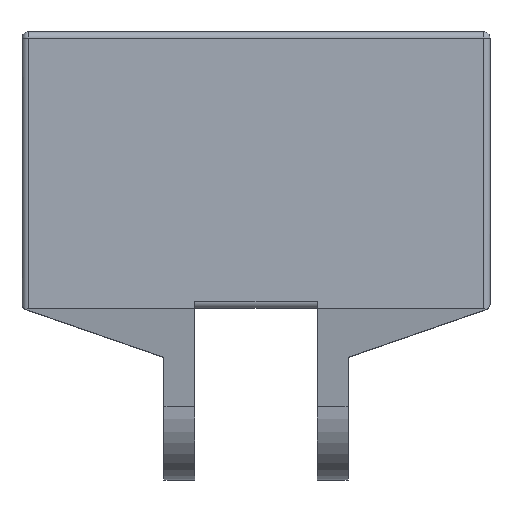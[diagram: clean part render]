
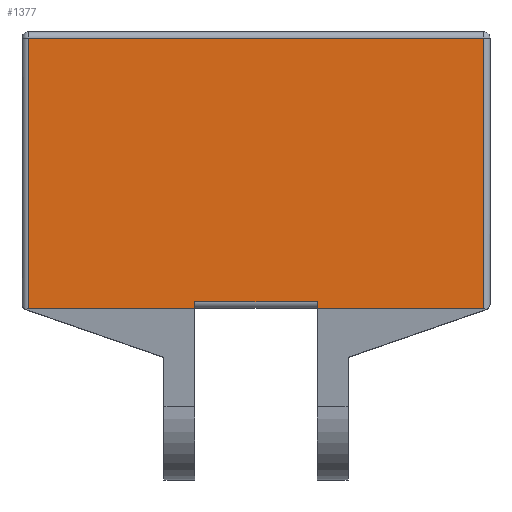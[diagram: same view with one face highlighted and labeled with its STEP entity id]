
A CAD part, top view. The second image highlights one B-rep face of the part: STEP entity #1377.
In plain terms, the highlighted planar face has unit normal (0, 0, 1).
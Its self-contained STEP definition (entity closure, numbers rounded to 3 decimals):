
#59=PLANE('',#1504);
#124=LINE('',#2163,#252);
#126=LINE('',#2170,#254);
#129=LINE('',#2186,#257);
#130=LINE('',#2189,#258);
#131=LINE('',#2191,#259);
#132=LINE('',#2192,#260);
#133=LINE('',#2194,#261);
#134=LINE('',#2195,#262);
#252=VECTOR('',#1718,10.);
#254=VECTOR('',#1728,10.);
#257=VECTOR('',#1743,10.);
#258=VECTOR('',#1746,10.);
#259=VECTOR('',#1747,10.);
#260=VECTOR('',#1748,10.);
#261=VECTOR('',#1749,10.);
#262=VECTOR('',#1750,10.);
#399=FACE_OUTER_BOUND('',#484,.T.);
#484=EDGE_LOOP('',(#1037,#1038,#1039,#1040,#1041,#1042,#1043,#1044));
#661=VERTEX_POINT('',#2155);
#663=VERTEX_POINT('',#2161);
#664=VERTEX_POINT('',#2169);
#668=VERTEX_POINT('',#2179);
#671=VERTEX_POINT('',#2184);
#672=VERTEX_POINT('',#2188);
#673=VERTEX_POINT('',#2190);
#674=VERTEX_POINT('',#2193);
#804=EDGE_CURVE('',#663,#661,#124,.T.);
#807=EDGE_CURVE('',#661,#664,#126,.T.);
#815=EDGE_CURVE('',#671,#668,#129,.T.);
#816=EDGE_CURVE('',#672,#663,#130,.T.);
#817=EDGE_CURVE('',#673,#672,#131,.T.);
#818=EDGE_CURVE('',#668,#673,#132,.T.);
#819=EDGE_CURVE('',#674,#671,#133,.T.);
#820=EDGE_CURVE('',#664,#674,#134,.T.);
#1037=ORIENTED_EDGE('',*,*,#804,.F.);
#1038=ORIENTED_EDGE('',*,*,#816,.F.);
#1039=ORIENTED_EDGE('',*,*,#817,.F.);
#1040=ORIENTED_EDGE('',*,*,#818,.F.);
#1041=ORIENTED_EDGE('',*,*,#815,.F.);
#1042=ORIENTED_EDGE('',*,*,#819,.F.);
#1043=ORIENTED_EDGE('',*,*,#820,.F.);
#1044=ORIENTED_EDGE('',*,*,#807,.F.);
#1377=ADVANCED_FACE('',(#399),#59,.T.);
#1504=AXIS2_PLACEMENT_3D('',#2187,#1744,#1745);
#1718=DIRECTION('',(1.,0.,0.));
#1728=DIRECTION('',(0.,-1.,0.));
#1743=DIRECTION('',(-1.,0.,0.));
#1744=DIRECTION('center_axis',(0.,0.,1.));
#1745=DIRECTION('ref_axis',(1.,0.,0.));
#1746=DIRECTION('',(0.,1.,0.));
#1747=DIRECTION('',(-1.,0.,0.));
#1748=DIRECTION('',(0.,-1.,0.));
#1749=DIRECTION('',(0.,1.,0.));
#1750=DIRECTION('',(-1.,0.,0.));
#2155=CARTESIAN_POINT('',(150.5,78.,56.));
#2161=CARTESIAN_POINT('',(2.,78.,56.));
#2163=CARTESIAN_POINT('',(38.125,78.,56.));
#2169=CARTESIAN_POINT('',(150.5,-10.,56.));
#2170=CARTESIAN_POINT('',(150.5,0.,56.));
#2179=CARTESIAN_POINT('',(56.25,-8.,56.));
#2184=CARTESIAN_POINT('',(96.25,-8.,56.));
#2186=CARTESIAN_POINT('',(38.125,-8.,56.));
#2187=CARTESIAN_POINT('Origin',(0.,0.,56.));
#2188=CARTESIAN_POINT('',(2.,-10.,56.));
#2189=CARTESIAN_POINT('',(2.,0.,56.));
#2190=CARTESIAN_POINT('',(56.25,-10.,56.));
#2191=CARTESIAN_POINT('',(56.,-10.,56.));
#2192=CARTESIAN_POINT('',(56.25,0.,56.));
#2193=CARTESIAN_POINT('',(96.25,-10.,56.));
#2194=CARTESIAN_POINT('',(96.25,0.,56.));
#2195=CARTESIAN_POINT('',(56.,-10.,56.));
